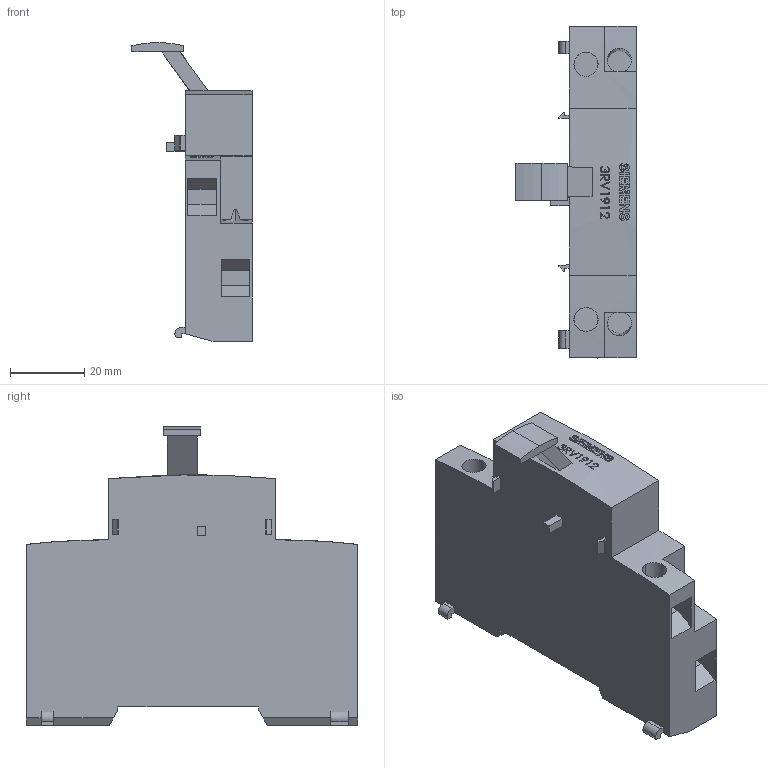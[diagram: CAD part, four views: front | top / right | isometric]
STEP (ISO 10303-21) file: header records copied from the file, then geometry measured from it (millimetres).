
FILE_DESCRIPTION(/* description */ (''),/* implementation_level */ '2;1');
FILE_NAME(/* name */ 'G_NSB0_XX_90833V.stp',/* time_stamp */ '2024-01-09T12:14:34+01:00',/* author */ (''),/* organization */ (''),/* preprocessor_version */ 'ST-DEVELOPER v18.101',/* originating_system */ 'SIEMENS PLM Software NX 2008',/* authorisation */ '');
FILE_SCHEMA (('AUTOMOTIVE_DESIGN { 1 0 10303 214 3 1 1 1 }'));
Length unit declared in the file: millimetre
Products named in the file (1): G_NSB0_XX_90833V
Bounding box: 32.4 x 89.4 x 80.49 mm (x, y, z)
Volume: 84035.4 mm3; surface area: 18558.2 mm2
Topology: 1 solids, 1 shells, 295 faces, 786 edges, 520 vertices
Faces by surface type: plane 212, cylinder 64, extrusion 19
Entity records: 11375 total; most frequent: CARTESIAN_POINT 3141, ORIENTED_EDGE 1572, DIRECTION 1179, EDGE_CURVE 786, VERTEX_POINT 520, VECTOR 505, LINE 486, AXIS2_PLACEMENT_3D 337
